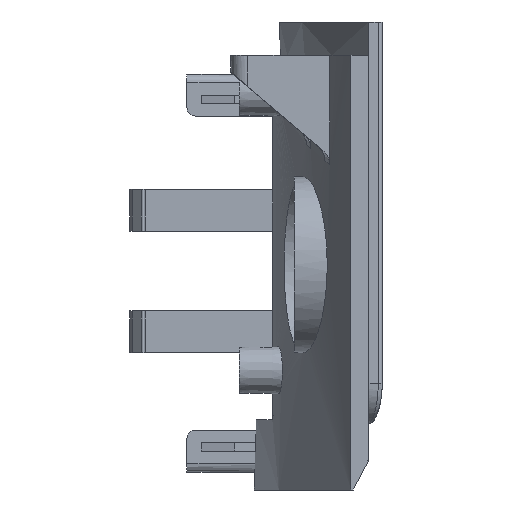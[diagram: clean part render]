
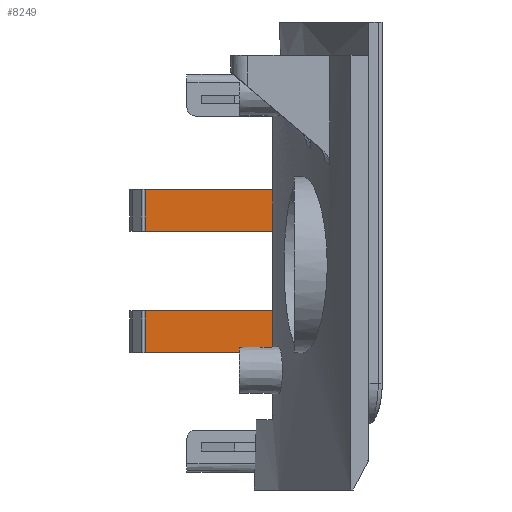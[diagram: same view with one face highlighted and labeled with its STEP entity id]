
A CAD part, left-side view. The second image highlights one B-rep face of the part: STEP entity #8249.
In plain terms, the highlighted planar face has unit normal (-1, 0, 0).
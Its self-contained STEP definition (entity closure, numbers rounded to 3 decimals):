
#883=PLANE('',#8811);
#1309=FACE_OUTER_BOUND('',#1810,.T.);
#1810=EDGE_LOOP('',(#7327,#7328,#7329,#7330,#7331,#7332,#7333,#7334,#7335,
#7336,#7337,#7338));
#1976=LINE('',#14120,#2548);
#2017=LINE('',#14243,#2589);
#2250=LINE('',#20723,#2822);
#2251=LINE('',#20728,#2823);
#2254=LINE('',#20737,#2826);
#2350=LINE('',#23091,#2922);
#2354=LINE('',#23098,#2926);
#2355=LINE('',#23104,#2927);
#2356=LINE('',#23106,#2928);
#2357=LINE('',#23108,#2929);
#2358=LINE('',#23110,#2930);
#2359=LINE('',#23111,#2931);
#2548=VECTOR('',#9199,10.);
#2589=VECTOR('',#9314,10.);
#2822=VECTOR('',#9955,10.);
#2823=VECTOR('',#9962,10.);
#2826=VECTOR('',#9971,10.);
#2922=VECTOR('',#10265,10.);
#2926=VECTOR('',#10271,10.);
#2927=VECTOR('',#10282,10.);
#2928=VECTOR('',#10285,10.);
#2929=VECTOR('',#10286,10.);
#2930=VECTOR('',#10287,10.);
#2931=VECTOR('',#10288,10.);
#3459=VERTEX_POINT('',#14117);
#3460=VERTEX_POINT('',#14119);
#3504=VERTEX_POINT('',#14240);
#3505=VERTEX_POINT('',#14242);
#3797=VERTEX_POINT('',#20703);
#3798=VERTEX_POINT('',#20722);
#3799=VERTEX_POINT('',#20727);
#3802=VERTEX_POINT('',#20736);
#3943=VERTEX_POINT('',#23089);
#3945=VERTEX_POINT('',#23096);
#3946=VERTEX_POINT('',#23107);
#3947=VERTEX_POINT('',#23109);
#4311=EDGE_CURVE('',#3459,#3460,#1976,.T.);
#4371=EDGE_CURVE('',#3504,#3505,#2017,.T.);
#4868=EDGE_CURVE('',#3797,#3798,#2250,.T.);
#4872=EDGE_CURVE('',#3505,#3799,#2251,.T.);
#4878=EDGE_CURVE('',#3802,#3460,#2254,.T.);
#5100=EDGE_CURVE('',#3459,#3943,#2350,.T.);
#5104=EDGE_CURVE('',#3504,#3945,#2354,.T.);
#5107=EDGE_CURVE('',#3798,#3945,#2355,.T.);
#5108=EDGE_CURVE('',#3799,#3943,#2356,.T.);
#5109=EDGE_CURVE('',#3797,#3946,#2357,.T.);
#5110=EDGE_CURVE('',#3947,#3946,#2358,.T.);
#5111=EDGE_CURVE('',#3802,#3947,#2359,.T.);
#7327=ORIENTED_EDGE('',*,*,#5100,.T.);
#7328=ORIENTED_EDGE('',*,*,#5108,.F.);
#7329=ORIENTED_EDGE('',*,*,#4872,.F.);
#7330=ORIENTED_EDGE('',*,*,#4371,.F.);
#7331=ORIENTED_EDGE('',*,*,#5104,.T.);
#7332=ORIENTED_EDGE('',*,*,#5107,.F.);
#7333=ORIENTED_EDGE('',*,*,#4868,.F.);
#7334=ORIENTED_EDGE('',*,*,#5109,.T.);
#7335=ORIENTED_EDGE('',*,*,#5110,.F.);
#7336=ORIENTED_EDGE('',*,*,#5111,.F.);
#7337=ORIENTED_EDGE('',*,*,#4878,.T.);
#7338=ORIENTED_EDGE('',*,*,#4311,.F.);
#8249=ADVANCED_FACE('',(#1309),#883,.F.);
#8811=AXIS2_PLACEMENT_3D('',#23105,#10283,#10284);
#9199=DIRECTION('',(0.,-1.,0.));
#9314=DIRECTION('',(0.,-1.,0.));
#9955=DIRECTION('',(0.,0.,1.));
#9962=DIRECTION('',(0.,0.,1.));
#9971=DIRECTION('',(0.,0.,-1.));
#10265=DIRECTION('',(0.,0.,-1.));
#10271=DIRECTION('',(0.,0.,-1.));
#10282=DIRECTION('',(0.,1.,0.));
#10283=DIRECTION('center_axis',(1.,0.,0.));
#10284=DIRECTION('ref_axis',(0.,0.,1.));
#10285=DIRECTION('',(0.,1.,0.));
#10286=DIRECTION('',(0.,-1.,0.));
#10287=DIRECTION('',(0.,0.,-1.));
#10288=DIRECTION('',(0.,-1.,0.));
#14117=CARTESIAN_POINT('',(49.5,-7.5,-16.));
#14119=CARTESIAN_POINT('',(49.5,-26.638,-16.));
#14120=CARTESIAN_POINT('',(49.5,-24.5,-16.));
#14240=CARTESIAN_POINT('',(49.5,-7.5,-30.5));
#14242=CARTESIAN_POINT('',(49.5,-26.638,-30.5));
#14243=CARTESIAN_POINT('',(49.5,-24.5,-30.5));
#20703=CARTESIAN_POINT('',(49.5,-26.638,-37.5));
#20722=CARTESIAN_POINT('',(49.5,-26.638,-35.5));
#20723=CARTESIAN_POINT('',(49.5,-26.638,-1.));
#20727=CARTESIAN_POINT('',(49.5,-26.638,-21.));
#20728=CARTESIAN_POINT('',(49.5,-26.638,-1.));
#20736=CARTESIAN_POINT('',(49.5,-26.638,-14.5));
#20737=CARTESIAN_POINT('',(49.5,-26.638,0.));
#23089=CARTESIAN_POINT('',(49.5,-7.5,-21.));
#23091=CARTESIAN_POINT('',(49.5,-7.5,-37.));
#23096=CARTESIAN_POINT('',(49.5,-7.5,-35.5));
#23098=CARTESIAN_POINT('',(49.5,-7.5,-37.));
#23104=CARTESIAN_POINT('',(49.5,-24.5,-35.5));
#23105=CARTESIAN_POINT('Origin',(49.5,0.,-37.5));
#23106=CARTESIAN_POINT('',(49.5,-24.5,-21.));
#23107=CARTESIAN_POINT('',(49.5,-30.537,-37.5));
#23108=CARTESIAN_POINT('',(49.5,0.,-37.5));
#23109=CARTESIAN_POINT('',(49.5,-30.537,-14.5));
#23110=CARTESIAN_POINT('',(49.5,-30.537,-1.));
#23111=CARTESIAN_POINT('',(49.5,0.,-14.5));
